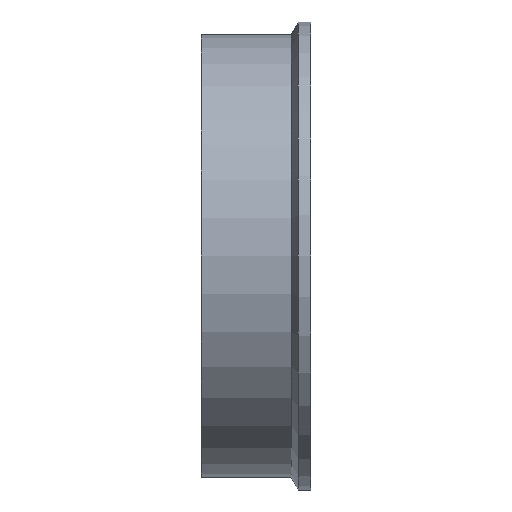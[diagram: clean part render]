
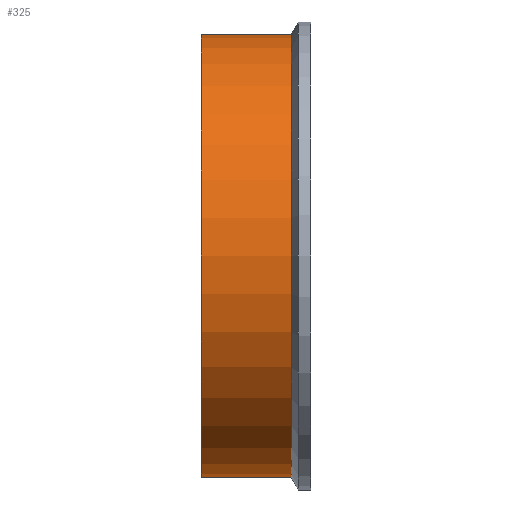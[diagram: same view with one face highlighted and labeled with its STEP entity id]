
A CAD part, front view. The second image highlights one B-rep face of the part: STEP entity #325.
In plain terms, the highlighted cylindrical face has radius 70.5 mm (diameter 141 mm), a partial arc.
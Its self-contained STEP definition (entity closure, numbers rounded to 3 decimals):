
#1 = CARTESIAN_POINT ( 'NONE',  ( -5.559, 0., 70.5 ) ) ;
#8 = CARTESIAN_POINT ( 'NONE',  ( -34.25, 0., 70.5 ) ) ;
#11 = LINE ( 'NONE', #210, #332 ) ;
#12 = DIRECTION ( 'NONE',  ( -1., 0., 0. ) ) ;
#20 = CARTESIAN_POINT ( 'NONE',  ( -160.192, 0., 70.5 ) ) ;
#26 = EDGE_CURVE ( 'NONE', #198, #342, #120, .T. ) ;
#36 = ORIENTED_EDGE ( 'NONE', *, *, #232, .F. ) ;
#37 = AXIS2_PLACEMENT_3D ( 'NONE', #247, #12, #76 ) ;
#40 = DIRECTION ( 'NONE',  ( 0., 0., 1. ) ) ;
#68 = CIRCLE ( 'NONE', #131, 70.5 ) ;
#76 = DIRECTION ( 'NONE',  ( 0., 0., 1. ) ) ;
#99 = DIRECTION ( 'NONE',  ( -1., 0., 0. ) ) ;
#120 = LINE ( 'NONE', #20, #275 ) ;
#129 = CIRCLE ( 'NONE', #37, 70.5 ) ;
#131 = AXIS2_PLACEMENT_3D ( 'NONE', #372, #99, #375 ) ;
#134 = VERTEX_POINT ( 'NONE', #299 ) ;
#137 = ORIENTED_EDGE ( 'NONE', *, *, #26, .T. ) ;
#161 = EDGE_LOOP ( 'NONE', ( #376, #369, #137, #36 ) ) ;
#198 = VERTEX_POINT ( 'NONE', #1 ) ;
#203 = DIRECTION ( 'NONE',  ( -1., 0., 0. ) ) ;
#210 = CARTESIAN_POINT ( 'NONE',  ( -160.192, 0., -70.5 ) ) ;
#232 = EDGE_CURVE ( 'NONE', #305, #342, #68, .T. ) ;
#241 = CARTESIAN_POINT ( 'NONE',  ( -34.25, 0., -70.5 ) ) ;
#247 = CARTESIAN_POINT ( 'NONE',  ( -5.559, 0., 0. ) ) ;
#272 = AXIS2_PLACEMENT_3D ( 'NONE', #317, #383, #40 ) ;
#275 = VECTOR ( 'NONE', #392, 1000. ) ;
#281 = EDGE_CURVE ( 'NONE', #134, #305, #11, .T. ) ;
#299 = CARTESIAN_POINT ( 'NONE',  ( -5.559, 0., -70.5 ) ) ;
#305 = VERTEX_POINT ( 'NONE', #241 ) ;
#317 = CARTESIAN_POINT ( 'NONE',  ( -160.192, 0., 0. ) ) ;
#325 = ADVANCED_FACE ( 'NONE', ( #351 ), #352, .T. ) ;
#332 = VECTOR ( 'NONE', #203, 1000. ) ;
#342 = VERTEX_POINT ( 'NONE', #8 ) ;
#351 = FACE_OUTER_BOUND ( 'NONE', #161, .T. ) ;
#352 = CYLINDRICAL_SURFACE ( 'NONE', #272, 70.5 ) ;
#369 = ORIENTED_EDGE ( 'NONE', *, *, #429, .T. ) ;
#372 = CARTESIAN_POINT ( 'NONE',  ( -34.25, 0., 0. ) ) ;
#375 = DIRECTION ( 'NONE',  ( 0., 0., 1. ) ) ;
#376 = ORIENTED_EDGE ( 'NONE', *, *, #281, .F. ) ;
#383 = DIRECTION ( 'NONE',  ( -1., 0., 0. ) ) ;
#392 = DIRECTION ( 'NONE',  ( -1., 0., 0. ) ) ;
#429 = EDGE_CURVE ( 'NONE', #134, #198, #129, .T. ) ;
